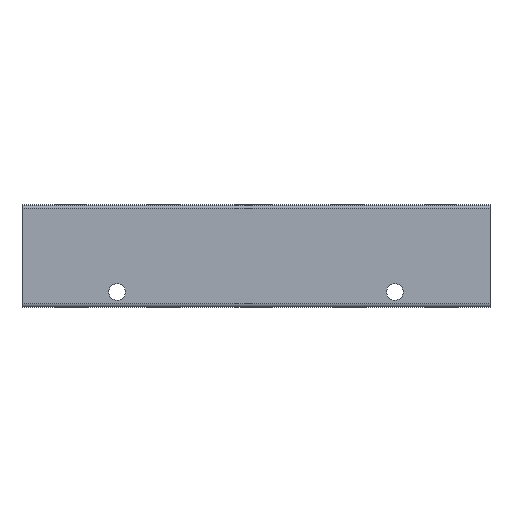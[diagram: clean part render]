
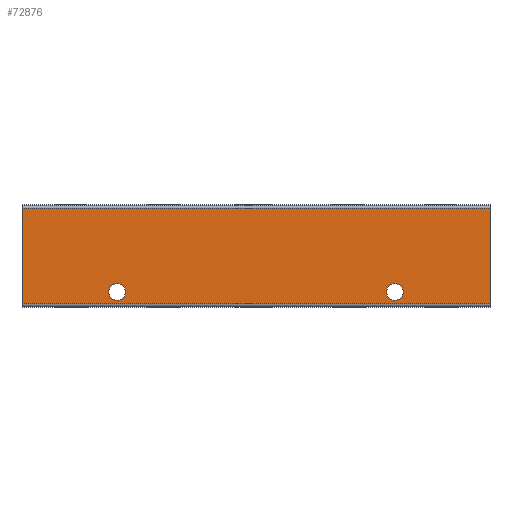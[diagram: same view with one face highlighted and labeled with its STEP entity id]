
A CAD part, top view. The second image highlights one B-rep face of the part: STEP entity #72876.
In plain terms, the highlighted planar face has unit normal (0, 0, 1).
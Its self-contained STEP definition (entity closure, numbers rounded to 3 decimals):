
#143=CARTESIAN_POINT('',(117.75,-19.0,10.));
#144=VERTEX_POINT('',#143);
#160=CARTESIAN_POINT('',(111.25,-19.0,10.));
#161=VERTEX_POINT('',#160);
#168=CARTESIAN_POINT('',(114.5,-19.0,10.));
#169=DIRECTION('',(0.0,0.0,-1.0));
#170=DIRECTION('',(1.0,0.0,0.0));
#171=AXIS2_PLACEMENT_3D('',#168,#169,#170);
#172=CIRCLE('',#171,3.25);
#173=EDGE_CURVE('',#144,#161,#172,.T.);
#185=CARTESIAN_POINT('',(9.75,-19.0,10.));
#186=VERTEX_POINT('',#185);
#202=CARTESIAN_POINT('',(3.25,-19.0,10.));
#203=VERTEX_POINT('',#202);
#210=CARTESIAN_POINT('',(6.5,-19.0,10.));
#211=DIRECTION('',(0.0,0.0,-1.0));
#212=DIRECTION('',(1.0,0.0,0.0));
#213=AXIS2_PLACEMENT_3D('',#210,#211,#212);
#214=CIRCLE('',#213,3.25);
#215=EDGE_CURVE('',#186,#203,#214,.T.);
#235=CARTESIAN_POINT('',(151.5,-23.5,10.0));
#236=VERTEX_POINT('',#235);
#244=CARTESIAN_POINT('',(-30.5,-23.5,10.0));
#245=VERTEX_POINT('',#244);
#246=CARTESIAN_POINT('',(151.5,-23.5,10.0));
#247=DIRECTION('',(-1.0,0.0,0.0));
#248=VECTOR('',#247,182.);
#249=LINE('',#246,#248);
#250=EDGE_CURVE('',#236,#245,#249,.T.);
#361=CARTESIAN_POINT('',(-30.5,13.5,10.0));
#362=VERTEX_POINT('',#361);
#370=CARTESIAN_POINT('',(151.5,13.5,10.0));
#371=VERTEX_POINT('',#370);
#372=CARTESIAN_POINT('',(-30.5,13.5,10.0));
#373=DIRECTION('',(1.0,0.0,0.0));
#374=VECTOR('',#373,182.);
#375=LINE('',#372,#374);
#376=EDGE_CURVE('',#362,#371,#375,.T.);
#72618=CARTESIAN_POINT('',(151.5,13.5,10.0));
#72619=DIRECTION('',(0.0,-1.0,0.0));
#72620=VECTOR('',#72619,37.);
#72621=LINE('',#72618,#72620);
#72622=EDGE_CURVE('',#371,#236,#72621,.T.);
#72840=CARTESIAN_POINT('',(0.,0.,10.));
#72841=DIRECTION('',(0.0,0.0,1.0));
#72842=DIRECTION('',(1.0,0.0,0.0));
#72843=AXIS2_PLACEMENT_3D('',#72840,#72841,#72842);
#72844=PLANE('',#72843);
#72845=ORIENTED_EDGE('',*,*,#376,.F.);
#72846=CARTESIAN_POINT('',(-30.5,-23.5,10.0));
#72847=DIRECTION('',(0.0,1.0,0.0));
#72848=VECTOR('',#72847,37.0);
#72849=LINE('',#72846,#72848);
#72850=EDGE_CURVE('',#245,#362,#72849,.T.);
#72851=ORIENTED_EDGE('',*,*,#72850,.F.);
#72852=ORIENTED_EDGE('',*,*,#250,.F.);
#72853=ORIENTED_EDGE('',*,*,#72622,.F.);
#72854=EDGE_LOOP('',(#72845,#72851,#72852,#72853));
#72855=FACE_OUTER_BOUND('',#72854,.T.);
#72856=ORIENTED_EDGE('',*,*,#173,.T.);
#72857=CARTESIAN_POINT('',(114.5,-19.0,10.));
#72858=DIRECTION('',(0.0,0.0,-1.0));
#72859=DIRECTION('',(1.0,0.0,0.0));
#72860=AXIS2_PLACEMENT_3D('',#72857,#72858,#72859);
#72861=CIRCLE('',#72860,3.25);
#72862=EDGE_CURVE('',#161,#144,#72861,.T.);
#72863=ORIENTED_EDGE('',*,*,#72862,.T.);
#72864=EDGE_LOOP('',(#72856,#72863));
#72865=FACE_BOUND('',#72864,.T.);
#72866=ORIENTED_EDGE('',*,*,#215,.T.);
#72867=CARTESIAN_POINT('',(6.5,-19.0,10.));
#72868=DIRECTION('',(0.0,0.0,-1.0));
#72869=DIRECTION('',(1.0,0.0,0.0));
#72870=AXIS2_PLACEMENT_3D('',#72867,#72868,#72869);
#72871=CIRCLE('',#72870,3.25);
#72872=EDGE_CURVE('',#203,#186,#72871,.T.);
#72873=ORIENTED_EDGE('',*,*,#72872,.T.);
#72874=EDGE_LOOP('',(#72866,#72873));
#72875=FACE_BOUND('',#72874,.T.);
#72876=ADVANCED_FACE('',(#72855,#72865,#72875),#72844,.T.);
